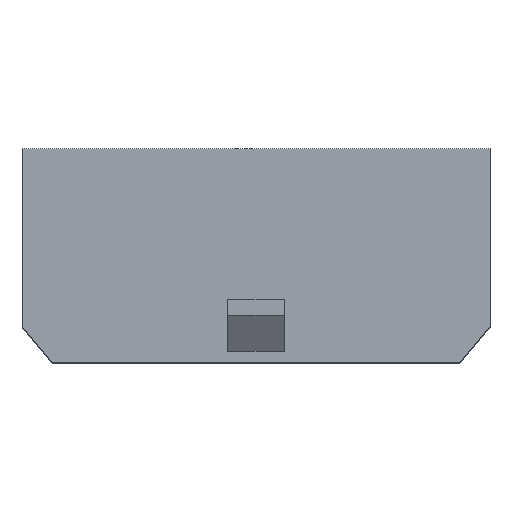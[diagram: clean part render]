
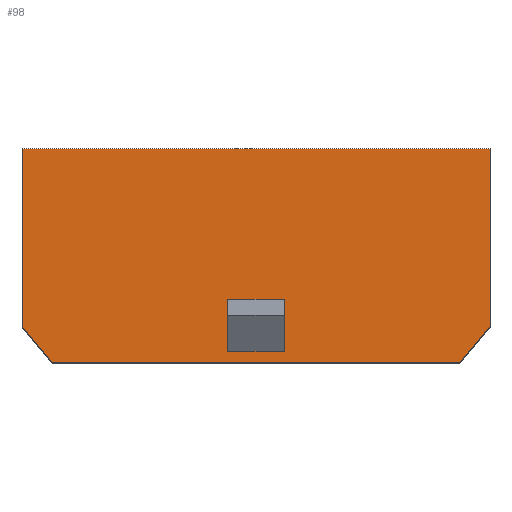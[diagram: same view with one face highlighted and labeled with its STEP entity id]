
A CAD part, top view. The second image highlights one B-rep face of the part: STEP entity #98.
In plain terms, the highlighted planar face has unit normal (0, 0, 1).
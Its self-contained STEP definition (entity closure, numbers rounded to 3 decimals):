
#54=FACE_BOUND('',#715,.T.);
#55=FACE_BOUND('',#716,.T.);
#98=ADVANCED_FACE('',(#54,#55),#303,.T.);
#303=PLANE('',#3628);
#715=EDGE_LOOP('',(#1047,#1048,#1049,#1050,#1051,#1052));
#716=EDGE_LOOP('',(#1053,#1054,#1055,#1056));
#1047=ORIENTED_EDGE('',*,*,#2263,.F.);
#1048=ORIENTED_EDGE('',*,*,#2269,.F.);
#1049=ORIENTED_EDGE('',*,*,#2305,.T.);
#1050=ORIENTED_EDGE('',*,*,#2306,.T.);
#1051=ORIENTED_EDGE('',*,*,#2259,.F.);
#1052=ORIENTED_EDGE('',*,*,#2300,.F.);
#1053=ORIENTED_EDGE('',*,*,#2307,.T.);
#1054=ORIENTED_EDGE('',*,*,#2308,.T.);
#1055=ORIENTED_EDGE('',*,*,#2309,.F.);
#1056=ORIENTED_EDGE('',*,*,#2310,.F.);
#1948=VERTEX_POINT('',#4891);
#1951=VERTEX_POINT('',#4896);
#1952=VERTEX_POINT('',#4900);
#1955=VERTEX_POINT('',#4905);
#1961=VERTEX_POINT('',#4918);
#1993=VERTEX_POINT('',#4989);
#1994=VERTEX_POINT('',#4992);
#1995=VERTEX_POINT('',#4993);
#1996=VERTEX_POINT('',#4995);
#1997=VERTEX_POINT('',#4997);
#2259=EDGE_CURVE('',#1951,#1948,#2738,.T.);
#2263=EDGE_CURVE('',#1955,#1952,#2742,.T.);
#2269=EDGE_CURVE('',#1961,#1955,#2748,.T.);
#2300=EDGE_CURVE('',#1952,#1951,#2779,.T.);
#2305=EDGE_CURVE('',#1961,#1993,#2784,.T.);
#2306=EDGE_CURVE('',#1993,#1948,#2785,.T.);
#2307=EDGE_CURVE('',#1994,#1995,#2786,.T.);
#2308=EDGE_CURVE('',#1995,#1996,#2787,.T.);
#2309=EDGE_CURVE('',#1997,#1996,#2788,.T.);
#2310=EDGE_CURVE('',#1994,#1997,#2789,.T.);
#2738=LINE('',#4897,#3207);
#2742=LINE('',#4906,#3211);
#2748=LINE('',#4919,#3217);
#2779=LINE('',#4980,#3248);
#2784=LINE('',#4988,#3253);
#2785=LINE('',#4990,#3254);
#2786=LINE('',#4991,#3255);
#2787=LINE('',#4994,#3256);
#2788=LINE('',#4996,#3257);
#2789=LINE('',#4998,#3258);
#3207=VECTOR('',#3921,1.);
#3211=VECTOR('',#3927,1.);
#3217=VECTOR('',#3935,1.);
#3248=VECTOR('',#3968,1.);
#3253=VECTOR('',#3975,1.);
#3254=VECTOR('',#3976,1.);
#3255=VECTOR('',#3977,1.);
#3256=VECTOR('',#3978,1.);
#3257=VECTOR('',#3979,1.);
#3258=VECTOR('',#3980,1.);
#3628=AXIS2_PLACEMENT_3D('',#4999,#3981,#3982);
#3921=DIRECTION('',(-0.643,0.766,0.));
#3927=DIRECTION('',(-0.643,-0.766,0.));
#3935=DIRECTION('',(0.,-1.,0.));
#3968=DIRECTION('',(-1.,0.,0.));
#3975=DIRECTION('',(-1.,0.,0.));
#3976=DIRECTION('',(0.,-1.,0.));
#3977=DIRECTION('',(-1.,0.,0.));
#3978=DIRECTION('',(0.,1.,0.));
#3979=DIRECTION('',(-1.,0.,0.));
#3980=DIRECTION('',(0.,1.,0.));
#3981=DIRECTION('',(0.,0.,1.));
#3982=DIRECTION('',(1.,0.,0.));
#4891=CARTESIAN_POINT('',(-10.82,1.668,3.86));
#4896=CARTESIAN_POINT('',(-9.42,0.,3.86));
#4897=CARTESIAN_POINT('',(-9.42,0.,3.86));
#4900=CARTESIAN_POINT('',(9.42,0.,3.86));
#4905=CARTESIAN_POINT('',(10.82,1.668,3.86));
#4906=CARTESIAN_POINT('',(10.82,1.668,3.86));
#4918=CARTESIAN_POINT('',(10.82,9.9,3.86));
#4919=CARTESIAN_POINT('',(10.82,9.9,3.86));
#4980=CARTESIAN_POINT('',(10.82,0.,3.86));
#4988=CARTESIAN_POINT('',(10.82,9.9,3.86));
#4989=CARTESIAN_POINT('',(-10.82,9.9,3.86));
#4990=CARTESIAN_POINT('',(-10.82,9.9,3.86));
#4991=CARTESIAN_POINT('',(1.3,0.54,3.86));
#4992=CARTESIAN_POINT('',(1.3,0.54,3.86));
#4993=CARTESIAN_POINT('',(-1.3,0.54,3.86));
#4994=CARTESIAN_POINT('',(-1.3,0.54,3.86));
#4995=CARTESIAN_POINT('',(-1.3,2.95,3.86));
#4996=CARTESIAN_POINT('',(1.3,2.95,3.86));
#4997=CARTESIAN_POINT('',(1.3,2.95,3.86));
#4998=CARTESIAN_POINT('',(1.3,0.54,3.86));
#4999=CARTESIAN_POINT('',(10.82,9.9,3.86));
